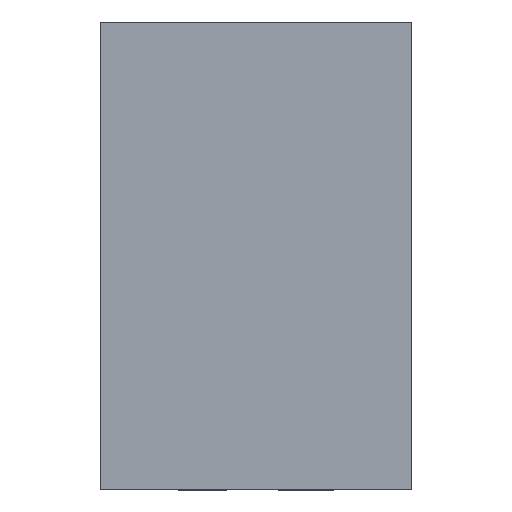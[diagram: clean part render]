
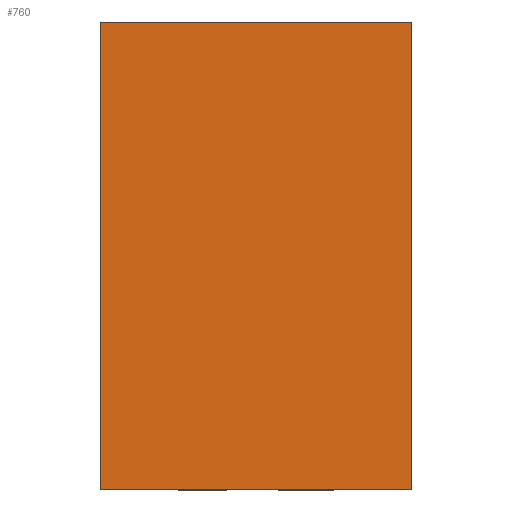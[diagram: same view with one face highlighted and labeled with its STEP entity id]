
A CAD part, top view. The second image highlights one B-rep face of the part: STEP entity #760.
In plain terms, the highlighted planar face has unit normal (0, 0, 1).
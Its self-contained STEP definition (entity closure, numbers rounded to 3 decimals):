
#231 = VERTEX_POINT('',#232);
#232 = CARTESIAN_POINT('',(-6.35,9.525,7.144));
#238 = EDGE_CURVE('',#231,#239,#241,.T.);
#239 = VERTEX_POINT('',#240);
#240 = CARTESIAN_POINT('',(-6.35,-9.525,7.144));
#241 = LINE('',#242,#243);
#242 = CARTESIAN_POINT('',(-6.35,9.525,7.144));
#243 = VECTOR('',#244,1.);
#244 = DIRECTION('',(-0.,-1.,0.));
#337 = EDGE_CURVE('',#239,#338,#340,.T.);
#338 = VERTEX_POINT('',#339);
#339 = CARTESIAN_POINT('',(6.35,-9.525,7.144));
#340 = LINE('',#341,#342);
#341 = CARTESIAN_POINT('',(-6.35,-9.525,7.144));
#342 = VECTOR('',#343,1.);
#343 = DIRECTION('',(1.,0.,0.));
#741 = VERTEX_POINT('',#742);
#742 = CARTESIAN_POINT('',(6.35,9.525,7.144));
#748 = EDGE_CURVE('',#741,#231,#749,.T.);
#749 = LINE('',#750,#751);
#750 = CARTESIAN_POINT('',(6.35,9.525,7.144));
#751 = VECTOR('',#752,1.);
#752 = DIRECTION('',(-1.,0.,0.));
#760 = ADVANCED_FACE('',(#761),#772,.T.);
#761 = FACE_BOUND('',#762,.T.);
#762 = EDGE_LOOP('',(#763,#764,#765,#766));
#763 = ORIENTED_EDGE('',*,*,#748,.T.);
#764 = ORIENTED_EDGE('',*,*,#238,.T.);
#765 = ORIENTED_EDGE('',*,*,#337,.T.);
#766 = ORIENTED_EDGE('',*,*,#767,.T.);
#767 = EDGE_CURVE('',#338,#741,#768,.T.);
#768 = LINE('',#769,#770);
#769 = CARTESIAN_POINT('',(6.35,-9.525,7.144));
#770 = VECTOR('',#771,1.);
#771 = DIRECTION('',(0.,1.,0.));
#772 = PLANE('',#773);
#773 = AXIS2_PLACEMENT_3D('',#774,#775,#776);
#774 = CARTESIAN_POINT('',(0.,0.,7.144));
#775 = DIRECTION('',(0.,0.,1.));
#776 = DIRECTION('',(1.,0.,0.));
